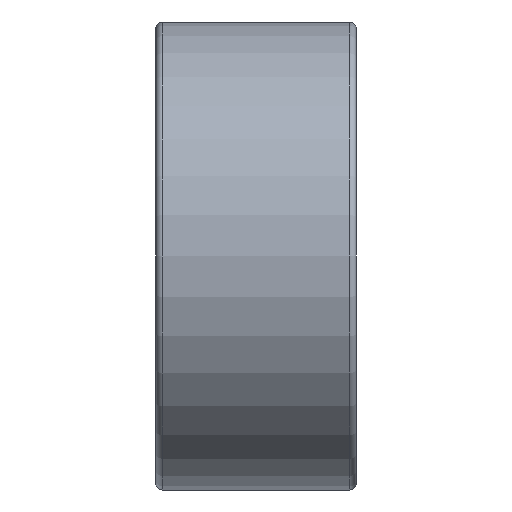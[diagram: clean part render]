
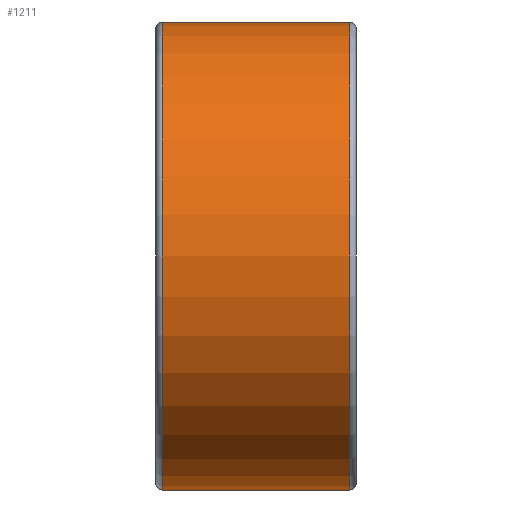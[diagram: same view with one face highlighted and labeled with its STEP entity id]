
A CAD part, left-side view. The second image highlights one B-rep face of the part: STEP entity #1211.
In plain terms, the highlighted cylindrical face has radius 3.5 mm (diameter 7 mm), a partial arc.
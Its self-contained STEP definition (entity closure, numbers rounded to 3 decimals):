
#1 = VERTEX_POINT ( 'NONE', #484 ) ;
#4 = ORIENTED_EDGE ( 'NONE', *, *, #368, .T. ) ;
#13 = CARTESIAN_POINT ( 'NONE',  ( 0., 0.1, 0. ) ) ;
#92 = DIRECTION ( 'NONE',  ( 0., -1., 0. ) ) ;
#204 = DIRECTION ( 'NONE',  ( 0., 0., 1. ) ) ;
#221 = DIRECTION ( 'NONE',  ( 0., -1., 0. ) ) ;
#305 = VECTOR ( 'NONE', #414, 1000. ) ;
#366 = DIRECTION ( 'NONE',  ( 0., 0., 1. ) ) ;
#368 = EDGE_CURVE ( 'NONE', #910, #1, #1424, .T. ) ;
#414 = DIRECTION ( 'NONE',  ( 0., -1., 0. ) ) ;
#441 = ORIENTED_EDGE ( 'NONE', *, *, #964, .T. ) ;
#484 = CARTESIAN_POINT ( 'NONE',  ( 0., 0.1, -3.5 ) ) ;
#554 = VECTOR ( 'NONE', #1066, 1000. ) ;
#561 = FACE_OUTER_BOUND ( 'NONE', #1316, .T. ) ;
#658 = ORIENTED_EDGE ( 'NONE', *, *, #887, .F. ) ;
#673 = VERTEX_POINT ( 'NONE', #1381 ) ;
#747 = CARTESIAN_POINT ( 'NONE',  ( 0., 3., -3.5 ) ) ;
#766 = CARTESIAN_POINT ( 'NONE',  ( 0., 2.9, -3.5 ) ) ;
#768 = CIRCLE ( 'NONE', #1161, 3.5 ) ;
#866 = EDGE_CURVE ( 'NONE', #1, #673, #768, .T. ) ;
#887 = EDGE_CURVE ( 'NONE', #1186, #673, #1237, .T. ) ;
#905 = DIRECTION ( 'NONE',  ( 0., 0., -1. ) ) ;
#910 = VERTEX_POINT ( 'NONE', #766 ) ;
#964 = EDGE_CURVE ( 'NONE', #1186, #910, #1074, .T. ) ;
#1013 = CARTESIAN_POINT ( 'NONE',  ( 0., 3., 3.5 ) ) ;
#1035 = CARTESIAN_POINT ( 'NONE',  ( 0., 3., 0. ) ) ;
#1066 = DIRECTION ( 'NONE',  ( 0., -1., 0. ) ) ;
#1074 = CIRCLE ( 'NONE', #1466, 3.5 ) ;
#1126 = CARTESIAN_POINT ( 'NONE',  ( 0., 2.9, 3.5 ) ) ;
#1133 = CARTESIAN_POINT ( 'NONE',  ( 0., 2.9, 0. ) ) ;
#1161 = AXIS2_PLACEMENT_3D ( 'NONE', #13, #1407, #366 ) ;
#1186 = VERTEX_POINT ( 'NONE', #1126 ) ;
#1207 = AXIS2_PLACEMENT_3D ( 'NONE', #1035, #221, #905 ) ;
#1211 = ADVANCED_FACE ( 'NONE', ( #561 ), #1386, .T. ) ;
#1237 = LINE ( 'NONE', #1013, #305 ) ;
#1316 = EDGE_LOOP ( 'NONE', ( #658, #441, #4, #1339 ) ) ;
#1339 = ORIENTED_EDGE ( 'NONE', *, *, #866, .T. ) ;
#1381 = CARTESIAN_POINT ( 'NONE',  ( 0., 0.1, 3.5 ) ) ;
#1386 = CYLINDRICAL_SURFACE ( 'NONE', #1207, 3.5 ) ;
#1407 = DIRECTION ( 'NONE',  ( 0., 1., 0. ) ) ;
#1424 = LINE ( 'NONE', #747, #554 ) ;
#1466 = AXIS2_PLACEMENT_3D ( 'NONE', #1133, #92, #204 ) ;
